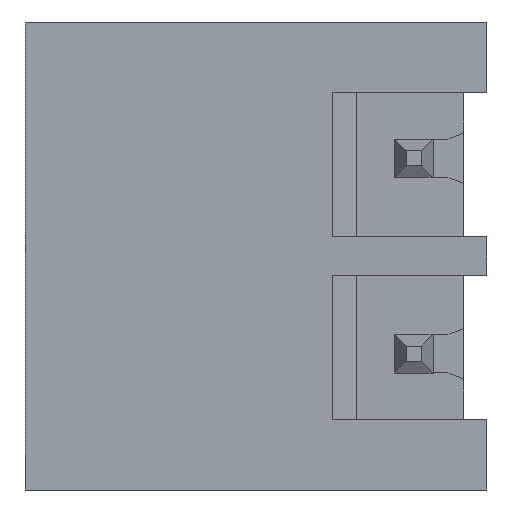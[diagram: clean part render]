
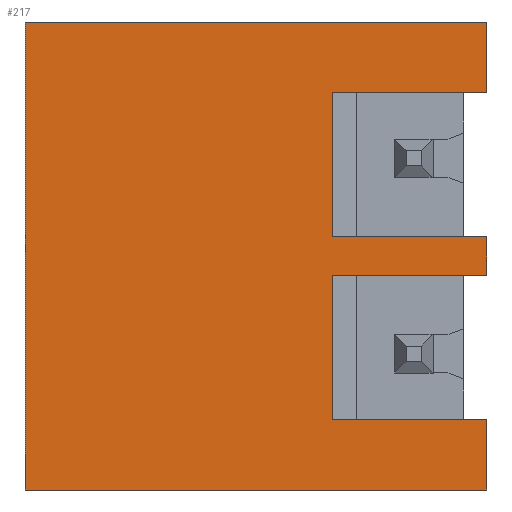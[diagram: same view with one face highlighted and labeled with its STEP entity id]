
A CAD part, front view. The second image highlights one B-rep face of the part: STEP entity #217.
In plain terms, the highlighted planar face has unit normal (0, -1, 0).
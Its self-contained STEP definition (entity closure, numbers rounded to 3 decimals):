
#217 = ADVANCED_FACE( '', ( #572 ), #573, .F. );
#572 = FACE_OUTER_BOUND( '', #1068, .T. );
#573 = PLANE( '', #1069 );
#1068 = EDGE_LOOP( '', ( #1657, #1658, #1659, #1660, #1661, #1662, #1663, #1664, #1665, #1666, #1667, #1668 ) );
#1069 = AXIS2_PLACEMENT_3D( '', #1669, #1670, #1671 );
#1657 = ORIENTED_EDGE( '', *, *, #3129, .F. );
#1658 = ORIENTED_EDGE( '', *, *, #3130, .T. );
#1659 = ORIENTED_EDGE( '', *, *, #3131, .T. );
#1660 = ORIENTED_EDGE( '', *, *, #3132, .F. );
#1661 = ORIENTED_EDGE( '', *, *, #3133, .F. );
#1662 = ORIENTED_EDGE( '', *, *, #3134, .T. );
#1663 = ORIENTED_EDGE( '', *, *, #3135, .F. );
#1664 = ORIENTED_EDGE( '', *, *, #3136, .F. );
#1665 = ORIENTED_EDGE( '', *, *, #3137, .T. );
#1666 = ORIENTED_EDGE( '', *, *, #3138, .T. );
#1667 = ORIENTED_EDGE( '', *, *, #3139, .F. );
#1668 = ORIENTED_EDGE( '', *, *, #3140, .F. );
#1669 = CARTESIAN_POINT( '', ( 243.133, 209.167, 56.84 ) );
#1670 = DIRECTION( '', ( 0., 1., 0. ) );
#1671 = DIRECTION( '', ( 0., 0., 1. ) );
#3129 = EDGE_CURVE( '', #3805, #3806, #3807, .T. );
#3130 = EDGE_CURVE( '', #3805, #3808, #3809, .T. );
#3131 = EDGE_CURVE( '', #3808, #3810, #3811, .T. );
#3132 = EDGE_CURVE( '', #3812, #3810, #3813, .T. );
#3133 = EDGE_CURVE( '', #3814, #3812, #3815, .T. );
#3134 = EDGE_CURVE( '', #3814, #3816, #3817, .T. );
#3135 = EDGE_CURVE( '', #3818, #3816, #3819, .T. );
#3136 = EDGE_CURVE( '', #3820, #3818, #3821, .T. );
#3137 = EDGE_CURVE( '', #3820, #3822, #3823, .T. );
#3138 = EDGE_CURVE( '', #3822, #3824, #3825, .T. );
#3139 = EDGE_CURVE( '', #3826, #3824, #3827, .T. );
#3140 = EDGE_CURVE( '', #3806, #3826, #3828, .T. );
#3805 = VERTEX_POINT( '', #4770 );
#3806 = VERTEX_POINT( '', #4771 );
#3807 = LINE( '', #4772, #4773 );
#3808 = VERTEX_POINT( '', #4774 );
#3809 = LINE( '', #4775, #4776 );
#3810 = VERTEX_POINT( '', #4777 );
#3811 = LINE( '', #4778, #4779 );
#3812 = VERTEX_POINT( '', #4780 );
#3813 = LINE( '', #4781, #4782 );
#3814 = VERTEX_POINT( '', #4783 );
#3815 = LINE( '', #4784, #4785 );
#3816 = VERTEX_POINT( '', #4786 );
#3817 = LINE( '', #4787, #4788 );
#3818 = VERTEX_POINT( '', #4789 );
#3819 = LINE( '', #4790, #4791 );
#3820 = VERTEX_POINT( '', #4792 );
#3821 = LINE( '', #4793, #4794 );
#3822 = VERTEX_POINT( '', #4795 );
#3823 = LINE( '', #4796, #4797 );
#3824 = VERTEX_POINT( '', #4798 );
#3825 = LINE( '', #4799, #4800 );
#3826 = VERTEX_POINT( '', #4801 );
#3827 = LINE( '', #4802, #4803 );
#3828 = LINE( '', #4804, #4805 );
#4770 = CARTESIAN_POINT( '', ( 255.133, 209.167, 62.64 ) );
#4771 = CARTESIAN_POINT( '', ( 255.133, 209.167, 61.64 ) );
#4772 = CARTESIAN_POINT( '', ( 255.133, 209.167, 61.86 ) );
#4773 = VECTOR( '', #5921, 1000. );
#4774 = CARTESIAN_POINT( '', ( 251.133, 209.167, 62.64 ) );
#4775 = CARTESIAN_POINT( '', ( 252.133, 209.167, 62.64 ) );
#4776 = VECTOR( '', #5922, 1000. );
#4777 = CARTESIAN_POINT( '', ( 251.133, 209.167, 66.39 ) );
#4778 = CARTESIAN_POINT( '', ( 251.133, 209.167, 51.8 ) );
#4779 = VECTOR( '', #5923, 1000. );
#4780 = CARTESIAN_POINT( '', ( 255.133, 209.167, 66.39 ) );
#4781 = CARTESIAN_POINT( '', ( 252.133, 209.167, 66.39 ) );
#4782 = VECTOR( '', #5924, 1000. );
#4783 = CARTESIAN_POINT( '', ( 255.133, 209.167, 68.22 ) );
#4784 = CARTESIAN_POINT( '', ( 255.133, 209.167, 66.94 ) );
#4785 = VECTOR( '', #5925, 1000. );
#4786 = CARTESIAN_POINT( '', ( 243.133, 209.167, 68.22 ) );
#4787 = CARTESIAN_POINT( '', ( 243.133, 209.167, 68.22 ) );
#4788 = VECTOR( '', #5926, 1000. );
#4789 = CARTESIAN_POINT( '', ( 243.133, 209.167, 56.06 ) );
#4790 = CARTESIAN_POINT( '', ( 243.133, 209.167, 61.88 ) );
#4791 = VECTOR( '', #5927, 1000. );
#4792 = CARTESIAN_POINT( '', ( 255.133, 209.167, 56.06 ) );
#4793 = CARTESIAN_POINT( '', ( 243.133, 209.167, 56.06 ) );
#4794 = VECTOR( '', #5928, 1000. );
#4795 = CARTESIAN_POINT( '', ( 255.133, 209.167, 57.89 ) );
#4796 = CARTESIAN_POINT( '', ( 255.133, 209.167, 57.34 ) );
#4797 = VECTOR( '', #5929, 1000. );
#4798 = CARTESIAN_POINT( '', ( 251.133, 209.167, 57.89 ) );
#4799 = CARTESIAN_POINT( '', ( 252.133, 209.167, 57.89 ) );
#4800 = VECTOR( '', #5930, 1000. );
#4801 = CARTESIAN_POINT( '', ( 251.133, 209.167, 61.64 ) );
#4802 = CARTESIAN_POINT( '', ( 251.133, 209.167, 55.3 ) );
#4803 = VECTOR( '', #5931, 1000. );
#4804 = CARTESIAN_POINT( '', ( 252.133, 209.167, 61.64 ) );
#4805 = VECTOR( '', #5932, 1000. );
#5921 = DIRECTION( '', ( 0., 0., -1. ) );
#5922 = DIRECTION( '', ( -1., 0., 0. ) );
#5923 = DIRECTION( '', ( 0., 0., 1. ) );
#5924 = DIRECTION( '', ( -1., 0., 0. ) );
#5925 = DIRECTION( '', ( 0., 0., -1. ) );
#5926 = DIRECTION( '', ( -1., 0., 0. ) );
#5927 = DIRECTION( '', ( 0., 0., 1. ) );
#5928 = DIRECTION( '', ( -1., 0., 0. ) );
#5929 = DIRECTION( '', ( 0., 0., 1. ) );
#5930 = DIRECTION( '', ( -1., 0., 0. ) );
#5931 = DIRECTION( '', ( 0., 0., -1. ) );
#5932 = DIRECTION( '', ( -1., 0., 0. ) );
